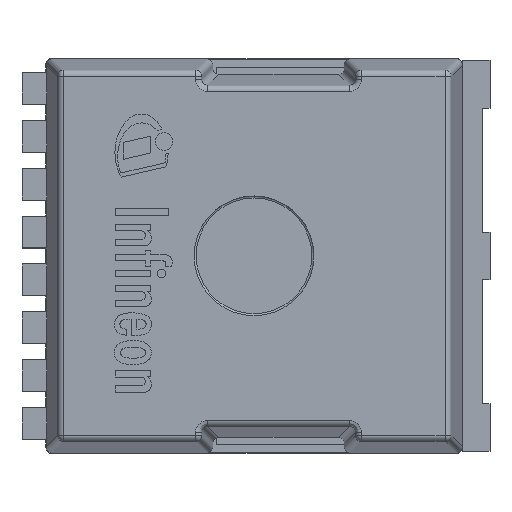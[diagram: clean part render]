
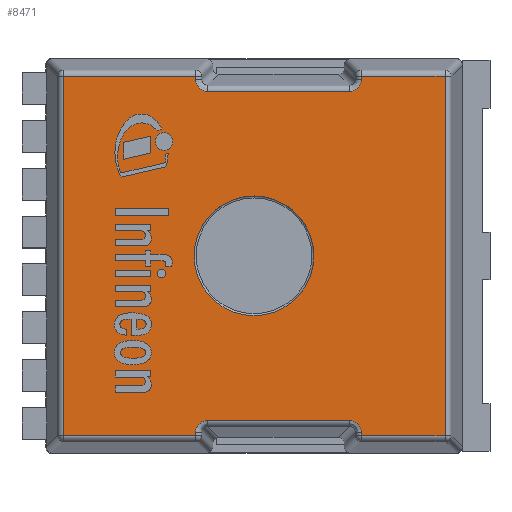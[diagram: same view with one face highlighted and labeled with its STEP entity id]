
A CAD part, top view. The second image highlights one B-rep face of the part: STEP entity #8471.
In plain terms, the highlighted planar face has unit normal (0, 0, 1).
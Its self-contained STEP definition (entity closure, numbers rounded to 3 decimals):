
#53=ELLIPSE('',#9203,0.307,0.3);
#56=ELLIPSE('',#9209,0.307,0.3);
#58=ELLIPSE('',#9213,0.307,0.3);
#59=ELLIPSE('',#9216,0.307,0.3);
#93=FACE_BOUND('',#1119,.T.);
#642=FACE_OUTER_BOUND('',#1118,.T.);
#1118=EDGE_LOOP('',(#7291,#7292,#7293,#7294,#7295,#7296,#7297,#7298,#7299,
#7300,#7301,#7302,#7303,#7304,#7305,#7306));
#1119=EDGE_LOOP('',(#7307));
#1866=LINE('',#13694,#2787);
#1868=LINE('',#13704,#2789);
#1871=LINE('',#13807,#2792);
#1873=LINE('',#13843,#2794);
#1881=LINE('',#13874,#2802);
#1883=LINE('',#13884,#2804);
#1885=LINE('',#13887,#2806);
#1886=LINE('',#13889,#2807);
#1889=LINE('',#13894,#2810);
#1891=LINE('',#13898,#2812);
#1897=LINE('',#13907,#2818);
#1900=LINE('',#13911,#2821);
#2787=VECTOR('',#11232,1.);
#2789=VECTOR('',#11244,1.);
#2792=VECTOR('',#11275,1.);
#2794=VECTOR('',#11287,1.);
#2802=VECTOR('',#11327,1.);
#2804=VECTOR('',#11341,1.);
#2806=VECTOR('',#11345,1.);
#2807=VECTOR('',#11348,1.);
#2810=VECTOR('',#11355,1.);
#2812=VECTOR('',#11361,1.);
#2818=VECTOR('',#11373,1.);
#2821=VECTOR('',#11378,1.);
#3284=CIRCLE('',#9106,1.5);
#3797=VERTEX_POINT('',#13274);
#3935=VERTEX_POINT('',#13664);
#3938=VERTEX_POINT('',#13674);
#3941=VERTEX_POINT('',#13684);
#3943=VERTEX_POINT('',#13696);
#3946=VERTEX_POINT('',#13733);
#3947=VERTEX_POINT('',#13734);
#3952=VERTEX_POINT('',#13769);
#3953=VERTEX_POINT('',#13771);
#3955=VERTEX_POINT('',#13801);
#3956=VERTEX_POINT('',#13803);
#3957=VERTEX_POINT('',#13834);
#3958=VERTEX_POINT('',#13835);
#3961=VERTEX_POINT('',#13849);
#3964=VERTEX_POINT('',#13856);
#3966=VERTEX_POINT('',#13865);
#3969=VERTEX_POINT('',#13877);
#4839=EDGE_CURVE('',#3797,#3797,#3284,.T.);
#5048=EDGE_CURVE('',#3935,#3941,#1866,.T.);
#5053=EDGE_CURVE('',#3943,#3938,#1868,.T.);
#5056=EDGE_CURVE('',#3946,#3947,#53,.T.);
#5062=EDGE_CURVE('',#3952,#3953,#56,.T.);
#5066=EDGE_CURVE('',#3955,#3956,#58,.T.);
#5068=EDGE_CURVE('',#3947,#3955,#1871,.T.);
#5070=EDGE_CURVE('',#3957,#3958,#59,.T.);
#5074=EDGE_CURVE('',#3958,#3952,#1873,.T.);
#5091=EDGE_CURVE('',#3961,#3966,#1881,.T.);
#5096=EDGE_CURVE('',#3966,#3969,#1883,.T.);
#5098=EDGE_CURVE('',#3969,#3964,#1885,.T.);
#5099=EDGE_CURVE('',#3964,#3957,#1886,.T.);
#5102=EDGE_CURVE('',#3956,#3961,#1889,.T.);
#5104=EDGE_CURVE('',#3953,#3943,#1891,.T.);
#5110=EDGE_CURVE('',#3941,#3946,#1897,.T.);
#5113=EDGE_CURVE('',#3938,#3935,#1900,.T.);
#7291=ORIENTED_EDGE('',*,*,#5091,.F.);
#7292=ORIENTED_EDGE('',*,*,#5102,.F.);
#7293=ORIENTED_EDGE('',*,*,#5066,.F.);
#7294=ORIENTED_EDGE('',*,*,#5068,.F.);
#7295=ORIENTED_EDGE('',*,*,#5056,.F.);
#7296=ORIENTED_EDGE('',*,*,#5110,.F.);
#7297=ORIENTED_EDGE('',*,*,#5048,.F.);
#7298=ORIENTED_EDGE('',*,*,#5113,.F.);
#7299=ORIENTED_EDGE('',*,*,#5053,.F.);
#7300=ORIENTED_EDGE('',*,*,#5104,.F.);
#7301=ORIENTED_EDGE('',*,*,#5062,.F.);
#7302=ORIENTED_EDGE('',*,*,#5074,.F.);
#7303=ORIENTED_EDGE('',*,*,#5070,.F.);
#7304=ORIENTED_EDGE('',*,*,#5099,.F.);
#7305=ORIENTED_EDGE('',*,*,#5098,.F.);
#7306=ORIENTED_EDGE('',*,*,#5096,.F.);
#7307=ORIENTED_EDGE('',*,*,#4839,.T.);
#8003=PLANE('',#9259);
#8471=ADVANCED_FACE('',(#642,#93),#8003,.T.);
#9106=AXIS2_PLACEMENT_3D('',#13275,#10867,#10868);
#9203=AXIS2_PLACEMENT_3D('',#13735,#11249,#11250);
#9209=AXIS2_PLACEMENT_3D('',#13772,#11261,#11262);
#9213=AXIS2_PLACEMENT_3D('',#13804,#11269,#11270);
#9216=AXIS2_PLACEMENT_3D('',#13836,#11277,#11278);
#9259=AXIS2_PLACEMENT_3D('',#13918,#11391,#11392);
#10867=DIRECTION('center_axis',(0.,0.,-1.));
#10868=DIRECTION('ref_axis',(0.,1.,0.));
#11232=DIRECTION('',(1.,0.,0.));
#11244=DIRECTION('',(-1.,0.,0.));
#11249=DIRECTION('center_axis',(0.,0.,1.));
#11250=DIRECTION('ref_axis',(-0.707,-0.707,0.));
#11261=DIRECTION('center_axis',(0.,0.,1.));
#11262=DIRECTION('ref_axis',(-0.707,0.707,0.));
#11269=DIRECTION('center_axis',(0.,0.,1.));
#11270=DIRECTION('ref_axis',(0.707,-0.707,0.));
#11275=DIRECTION('',(1.,0.,0.));
#11277=DIRECTION('center_axis',(0.,0.,1.));
#11278=DIRECTION('ref_axis',(0.707,0.707,0.));
#11287=DIRECTION('',(-1.,0.,0.));
#11327=DIRECTION('',(1.,0.,0.));
#11341=DIRECTION('',(0.,-1.,0.));
#11345=DIRECTION('',(-1.,0.,0.));
#11348=DIRECTION('',(0.,1.,0.));
#11355=DIRECTION('',(0.,1.,0.));
#11361=DIRECTION('',(0.,-1.,0.));
#11373=DIRECTION('',(0.,-1.,0.));
#11378=DIRECTION('',(0.,1.,0.));
#11391=DIRECTION('center_axis',(0.,0.,1.));
#11392=DIRECTION('ref_axis',(0.,-1.,0.));
#13274=CARTESIAN_POINT('',(-0.05,-1.5,2.4));
#13275=CARTESIAN_POINT('Origin',(-0.05,0.,
2.4));
#13664=CARTESIAN_POINT('',(-4.822,4.507,2.4));
#13674=CARTESIAN_POINT('',(-4.822,-4.507,2.4));
#13684=CARTESIAN_POINT('',(-1.511,4.507,2.4));
#13694=CARTESIAN_POINT('',(-2.644,4.507,2.4));
#13696=CARTESIAN_POINT('',(-1.511,-4.507,2.4));
#13704=CARTESIAN_POINT('',(2.562,-4.507,2.4));
#13733=CARTESIAN_POINT('',(-1.511,4.42,2.4));
#13734=CARTESIAN_POINT('',(-1.215,4.124,2.4));
#13735=CARTESIAN_POINT('Origin',(-1.207,4.428,2.4));
#13769=CARTESIAN_POINT('',(-1.215,-4.124,2.4));
#13771=CARTESIAN_POINT('',(-1.511,-4.42,2.4));
#13772=CARTESIAN_POINT('Origin',(-1.207,-4.428,2.4));
#13801=CARTESIAN_POINT('',(2.345,4.124,2.4));
#13803=CARTESIAN_POINT('',(2.641,4.42,2.4));
#13804=CARTESIAN_POINT('Origin',(2.337,4.428,2.4));
#13807=CARTESIAN_POINT('',(1.087,4.124,2.4));
#13834=CARTESIAN_POINT('',(2.641,-4.42,2.4));
#13835=CARTESIAN_POINT('',(2.345,-4.124,2.4));
#13836=CARTESIAN_POINT('Origin',(2.337,-4.428,2.4));
#13843=CARTESIAN_POINT('',(1.087,-4.124,2.4));
#13849=CARTESIAN_POINT('',(2.641,4.507,2.4));
#13856=CARTESIAN_POINT('',(2.641,-4.507,2.4));
#13865=CARTESIAN_POINT('',(4.739,4.507,2.4));
#13874=CARTESIAN_POINT('',(-2.644,4.507,2.4));
#13877=CARTESIAN_POINT('',(4.739,-4.507,2.4));
#13884=CARTESIAN_POINT('',(4.739,2.466,2.4));
#13887=CARTESIAN_POINT('',(2.562,-4.507,2.4));
#13889=CARTESIAN_POINT('',(2.641,-2.475,2.4));
#13894=CARTESIAN_POINT('',(2.641,2.475,2.4));
#13898=CARTESIAN_POINT('',(-1.511,-2.275,2.4));
#13907=CARTESIAN_POINT('',(-1.511,2.275,2.4));
#13911=CARTESIAN_POINT('',(-4.822,-2.466,2.4));
#13918=CARTESIAN_POINT('Origin',(-0.041,0.,
2.4));
